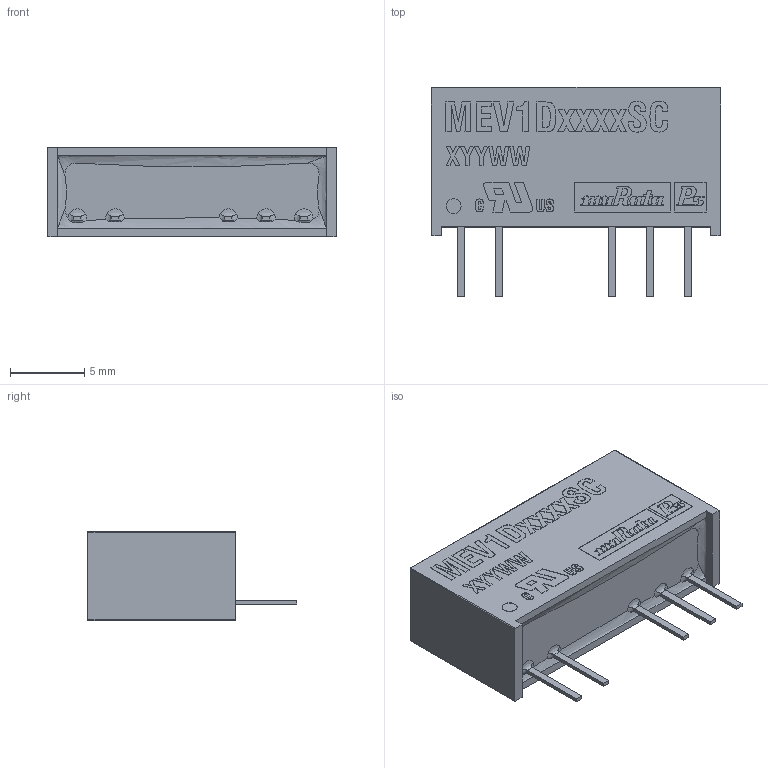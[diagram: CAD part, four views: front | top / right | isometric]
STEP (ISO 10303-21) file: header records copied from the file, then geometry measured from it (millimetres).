
FILE_DESCRIPTION (( 'STEP AP214' ), '1' );
FILE_NAME ('mps_dcdc_mev1d_5&12&15&24vin_sc_a.STEP', '2014-10-04T14:32:06', ( '' ), ( '' ), 'SwSTEP 2.0', 'SolidWorks 2014', '' );
FILE_SCHEMA (( 'AUTOMOTIVE_DESIGN' ));
Length unit declared in the file: millimetre
Products named in the file (1): mps_dcdc_mev1d_5&12&15&24vin_sc_a
Bounding box: 19.5 x 14.1 x 6.02 mm (x, y, z)
Volume: 477.9 mm3; surface area: 1540.9 mm2
Topology: 36 solids, 36 shells, 629 faces, 1661 edges, 1100 vertices
Faces by surface type: plane 418, cylinder 122, bspline 85, sphere 4
Full cylindrical faces by diameter (mm): 1 x1
Entity records: 30261 total; most frequent: CARTESIAN_POINT 7822, ORIENTED_EDGE 3312, DIRECTION 2779, EDGE_CURVE 1656, LINE 1201, VECTOR 1201, VERTEX_POINT 1100, AXIS2_PLACEMENT_3D 789
